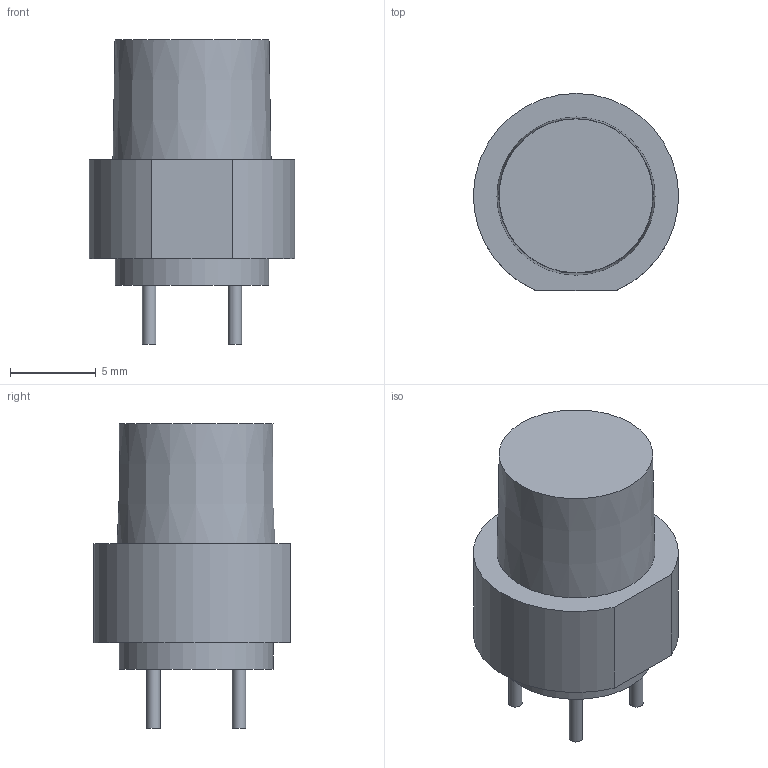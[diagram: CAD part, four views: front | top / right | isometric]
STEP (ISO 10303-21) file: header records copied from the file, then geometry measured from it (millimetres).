
FILE_DESCRIPTION( ( '' ), ' ' );
FILE_NAME( '58bb31b49aa9930f80bc4415.step', '2017-03-04T21:29:24', ( '' ), ( '' ), ' ', ' ', ' ' );
FILE_SCHEMA( ( 'AUTOMOTIVE_DESIGN { 1 0 10303 214 1 1 1 1 }' ) );
Length unit declared in the file: metre
Products named in the file (1): Part 1
Bounding box: 11.98 x 11.51 x 17.81 mm (x, y, z)
Volume: 1207.4 mm3; surface area: 715.3 mm2
Topology: 1 solids, 1 shells, 16 faces, 24 edges, 16 vertices
Faces by surface type: plane 9, cylinder 6, cone 1
Full cylindrical faces by diameter (mm): 0.787 x4, 8.992 x1
Entity records: 476 total; most frequent: DIRECTION 66, CARTESIAN_POINT 51, ORIENTED_EDGE 36, AXIS2_PLACEMENT_3D 31, EDGE_LOOP 28, FACE_OUTER_BOUND 21, EDGE_CURVE 18, STYLED_ITEM 16
